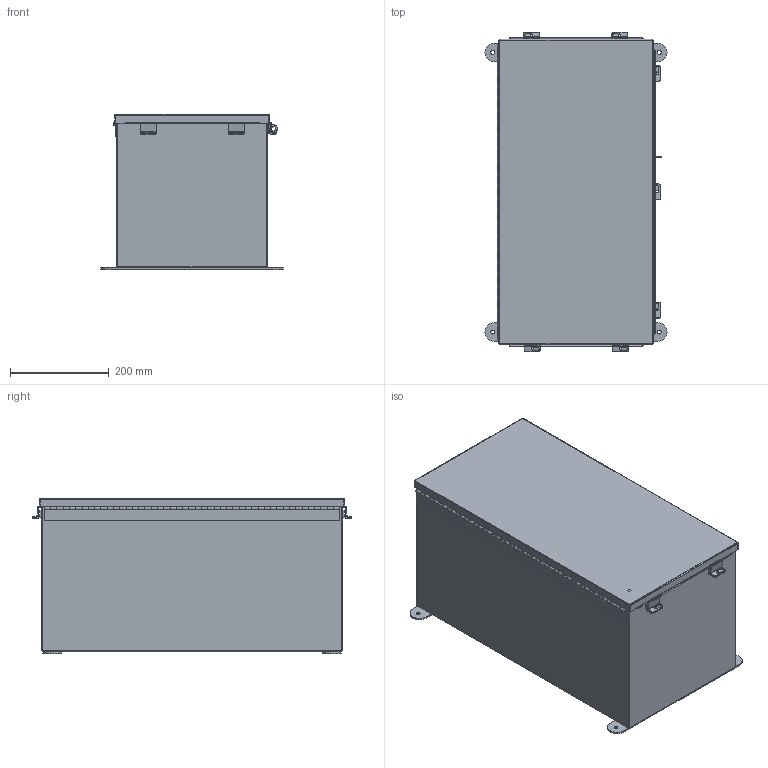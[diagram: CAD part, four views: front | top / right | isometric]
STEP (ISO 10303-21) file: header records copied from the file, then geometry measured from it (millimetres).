
FILE_DESCRIPTION (( 'STEP AP203' ), '1' );
FILE_NAME ('N121224SSCHTR.STEP', '2014-07-18T18:13:34', ( 'changeme' ), ( 'Microsoft' ), 'SwSTEP 2.0', 'SolidWorks 2013', '' );
FILE_SCHEMA (( 'CONFIG_CONTROL_DESIGN' ));
Length unit declared in the file: inch
Products named in the file (13): N121224SSCHTR JIC Mounting Bracket; N121224SSCHTR Hinge Body Side; N121224SSCHTR; N121224SSCHTR Hinge Cover Side JIC; N121224SSCHTR _JIC Hinge; N121224SSCHTR JIC_Cover_Template; N121224SSCHTR JIC Clamp Bracket; N121224SSCHTR JIC Cover Clamp; N121224SSCHTR HW-CD-S-25020-034; N121224SSCHTR JIC Top; HW-CLH-JH-20154; N121224SSCHTR JIC Bottom; N121224SSCHTR JIC Enclosure Template
Assembly tree (26 placements, depth 3):
  N121224SSCHTR
    N121224SSCHTR JIC Enclosure Template
    N121224SSCHTR _JIC Hinge
      N121224SSCHTR Hinge Body Side
      N121224SSCHTR Hinge Cover Side JIC
    N121224SSCHTR JIC_Cover_Template
    N121224SSCHTR JIC Clamp Bracket  x7
    N121224SSCHTR JIC Cover Clamp  x7
    N121224SSCHTR JIC Top
    N121224SSCHTR JIC Bottom
    N121224SSCHTR HW-CD-S-25020-034  x2
    HW-CLH-JH-20154
    N121224SSCHTR JIC Mounting Bracket  x2
Bounding box: 368.3 x 645.33 x 313.36 mm (x, y, z)
Volume: 2022382.6 mm3; surface area: 2119809.3 mm2
Topology: 25 solids, 25 shells, 990 faces, 2423 edges, 1485 vertices
Faces by surface type: plane 617, cylinder 353, bspline 8, torus 8, cone 4
Entity records: 22854 total; most frequent: CARTESIAN_POINT 3997, DIRECTION 3685, ORIENTED_EDGE 3520, EDGE_CURVE 1760, AXIS2_PLACEMENT_3D 1229, LINE 1227, VECTOR 1227, VERTEX_POINT 1093
